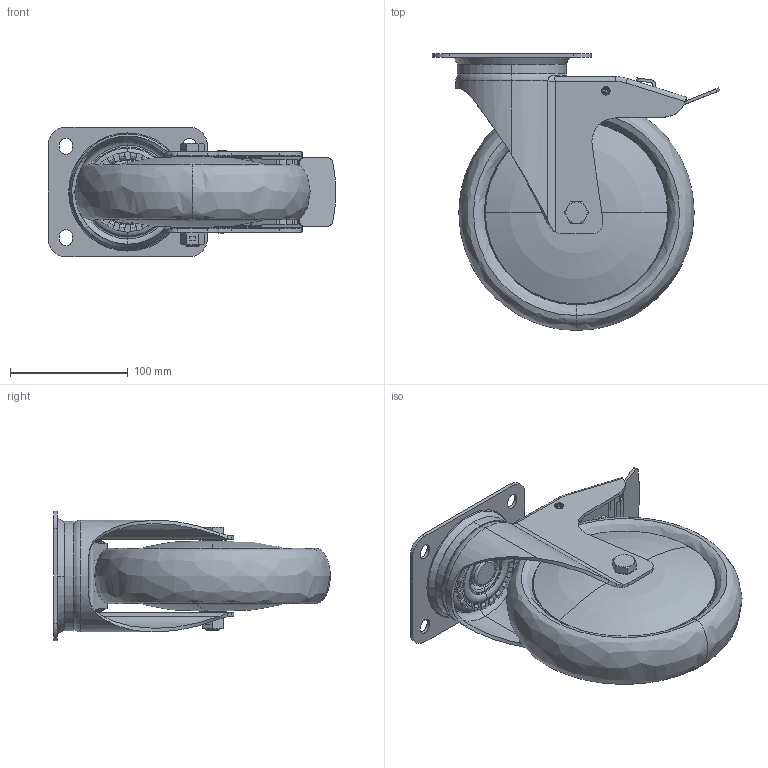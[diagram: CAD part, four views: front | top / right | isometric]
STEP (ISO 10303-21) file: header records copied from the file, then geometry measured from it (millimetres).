
FILE_DESCRIPTION (( 'STEP AP214' ), '1' );
FILE_NAME ('0055712.step', '2023-08-08T10:53:58', ( '' ), ( '' ), 'SwSTEP 2.0', 'SolidWorks 2020', '' );
FILE_SCHEMA (( 'AUTOMOTIVE_DESIGN' ));
Length unit declared in the file: millimetre
Products named in the file (1): 0055712
Bounding box: 244.14 x 235 x 110 mm (x, y, z)
Surface area: 400450.8 mm2 (no closed solid volume)
Topology: 0 solids, 24 shells, 792 faces, 2138 edges, 1377 vertices
Faces by surface type: plane 241, cylinder 196, torus 193, cone 105, bspline 43, sphere 14
Entity records: 38028 total; most frequent: CARTESIAN_POINT 9315, DIRECTION 4503, ORIENTED_EDGE 3780, EDGE_CURVE 2138, AXIS2_PLACEMENT_3D 1859, VERTEX_POINT 1377, CIRCLE 1109, EDGE_LOOP 853
